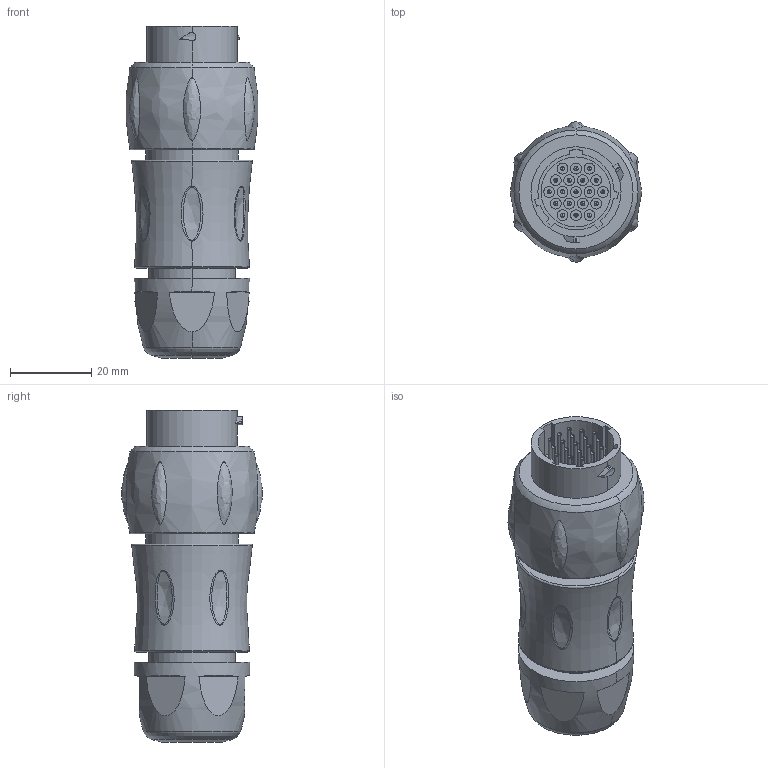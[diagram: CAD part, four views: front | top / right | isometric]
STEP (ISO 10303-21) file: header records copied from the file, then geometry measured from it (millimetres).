
FILE_DESCRIPTION((''),'2;1');
FILE_NAME('UTS1JC1419P-CATALOGUE_SW_ASM','2010-09-17T',('amartin'),(''),'PRO/ENGINEER BY PARAMETRIC TECHNOLOGY CORPORATION, 2007390','PRO/ENGINEER BY PARAMETRIC TECHNOLOGY CORPORATION, 2007390','');
FILE_SCHEMA(('CONFIG_CONTROL_DESIGN'));
Length unit declared in the file: inch
Products named in the file (1): UTS1JC1419P-CATALOGUE_SW_ASM
Bounding box: 32.3 x 34.5 x 81.53 mm (x, y, z)
Volume: 46421.7 mm3; surface area: 10910.2 mm2
Topology: 1 solids, 1 shells, 267 faces, 569 edges, 362 vertices
Faces by surface type: cylinder 106, plane 81, bspline 66, torus 12, sphere 2
Entity records: 11588 total; most frequent: CARTESIAN_POINT 5880, DIRECTION 1215, ORIENTED_EDGE 1138, EDGE_CURVE 569, AXIS2_PLACEMENT_3D 528, VERTEX_POINT 362, CIRCLE 326, EDGE_LOOP 325
